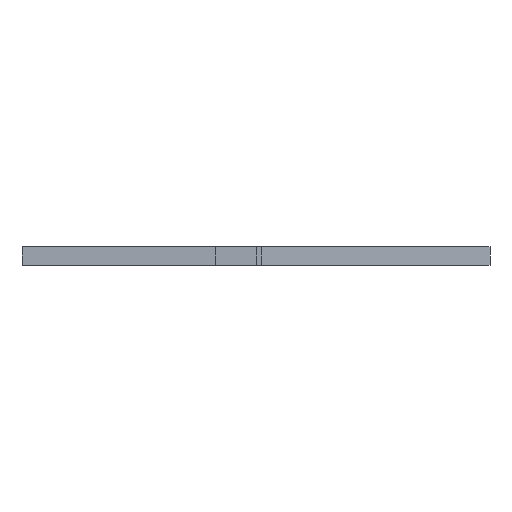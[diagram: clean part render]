
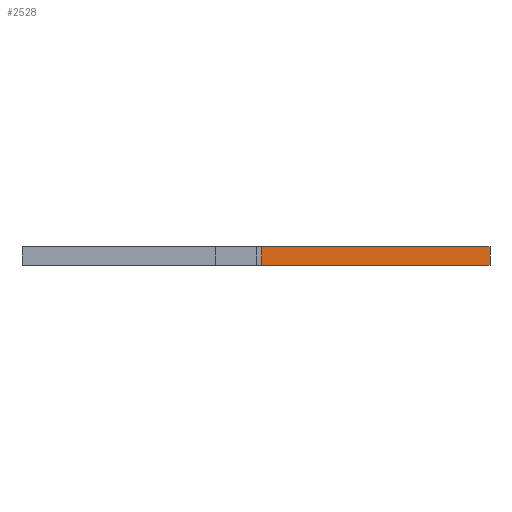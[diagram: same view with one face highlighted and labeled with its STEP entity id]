
A CAD part, front view. The second image highlights one B-rep face of the part: STEP entity #2528.
In plain terms, the highlighted planar face has unit normal (0.707, -0.707, 0).
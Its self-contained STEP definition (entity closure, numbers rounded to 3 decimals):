
#83 = PLANE('',#84);
#84 = AXIS2_PLACEMENT_3D('',#85,#86,#87);
#85 = CARTESIAN_POINT('',(235.127,-57.178,1.6));
#86 = DIRECTION('',(-0.,-0.,-1.));
#87 = DIRECTION('',(-1.,0.,0.));
#137 = PLANE('',#138);
#138 = AXIS2_PLACEMENT_3D('',#139,#140,#141);
#139 = CARTESIAN_POINT('',(235.127,-57.178,0.));
#140 = DIRECTION('',(-0.,-0.,-1.));
#141 = DIRECTION('',(-1.,0.,0.));
#268 = PLANE('',#269);
#269 = AXIS2_PLACEMENT_3D('',#270,#271,#272);
#270 = CARTESIAN_POINT('',(258.,-38.,0.));
#271 = DIRECTION('',(1.,0.,-0.));
#272 = DIRECTION('',(0.,-1.,0.));
#307 = VERTEX_POINT('',#308);
#308 = CARTESIAN_POINT('',(258.,-76.,0.));
#329 = EDGE_CURVE('',#307,#330,#332,.T.);
#330 = VERTEX_POINT('',#331);
#331 = CARTESIAN_POINT('',(238.5,-95.5,0.));
#332 = SURFACE_CURVE('',#333,(#337,#344),.PCURVE_S1.);
#333 = LINE('',#334,#335);
#334 = CARTESIAN_POINT('',(258.,-76.,0.));
#335 = VECTOR('',#336,1.);
#336 = DIRECTION('',(-0.707,-0.707,0.));
#337 = PCURVE('',#137,#338);
#338 = DEFINITIONAL_REPRESENTATION('',(#339),#343);
#339 = LINE('',#340,#341);
#340 = CARTESIAN_POINT('',(-22.873,-18.822));
#341 = VECTOR('',#342,1.);
#342 = DIRECTION('',(0.707,-0.707));
#343 = ( GEOMETRIC_REPRESENTATION_CONTEXT(2) 
PARAMETRIC_REPRESENTATION_CONTEXT() REPRESENTATION_CONTEXT('2D SPACE',''
  ) );
#344 = PCURVE('',#345,#350);
#345 = PLANE('',#346);
#346 = AXIS2_PLACEMENT_3D('',#347,#348,#349);
#347 = CARTESIAN_POINT('',(258.,-76.,0.));
#348 = DIRECTION('',(0.707,-0.707,0.));
#349 = DIRECTION('',(-0.707,-0.707,0.));
#350 = DEFINITIONAL_REPRESENTATION('',(#351),#355);
#351 = LINE('',#352,#353);
#352 = CARTESIAN_POINT('',(0.,0.));
#353 = VECTOR('',#354,1.);
#354 = DIRECTION('',(1.,0.));
#355 = ( GEOMETRIC_REPRESENTATION_CONTEXT(2) 
PARAMETRIC_REPRESENTATION_CONTEXT() REPRESENTATION_CONTEXT('2D SPACE',''
  ) );
#373 = PLANE('',#374);
#374 = AXIS2_PLACEMENT_3D('',#375,#376,#377);
#375 = CARTESIAN_POINT('',(238.5,-95.5,0.));
#376 = DIRECTION('',(0.,-1.,0.));
#377 = DIRECTION('',(-1.,0.,0.));
#1463 = VERTEX_POINT('',#1464);
#1464 = CARTESIAN_POINT('',(258.,-76.,1.6));
#1485 = EDGE_CURVE('',#1463,#1486,#1488,.T.);
#1486 = VERTEX_POINT('',#1487);
#1487 = CARTESIAN_POINT('',(238.5,-95.5,1.6));
#1488 = SURFACE_CURVE('',#1489,(#1493,#1500),.PCURVE_S1.);
#1489 = LINE('',#1490,#1491);
#1490 = CARTESIAN_POINT('',(258.,-76.,1.6));
#1491 = VECTOR('',#1492,1.);
#1492 = DIRECTION('',(-0.707,-0.707,0.));
#1493 = PCURVE('',#83,#1494);
#1494 = DEFINITIONAL_REPRESENTATION('',(#1495),#1499);
#1495 = LINE('',#1496,#1497);
#1496 = CARTESIAN_POINT('',(-22.873,-18.822));
#1497 = VECTOR('',#1498,1.);
#1498 = DIRECTION('',(0.707,-0.707));
#1499 = ( GEOMETRIC_REPRESENTATION_CONTEXT(2) 
PARAMETRIC_REPRESENTATION_CONTEXT() REPRESENTATION_CONTEXT('2D SPACE',''
  ) );
#1500 = PCURVE('',#345,#1501);
#1501 = DEFINITIONAL_REPRESENTATION('',(#1502),#1506);
#1502 = LINE('',#1503,#1504);
#1503 = CARTESIAN_POINT('',(0.,-1.6));
#1504 = VECTOR('',#1505,1.);
#1505 = DIRECTION('',(1.,0.));
#1506 = ( GEOMETRIC_REPRESENTATION_CONTEXT(2) 
PARAMETRIC_REPRESENTATION_CONTEXT() REPRESENTATION_CONTEXT('2D SPACE',''
  ) );
#2480 = EDGE_CURVE('',#307,#1463,#2481,.T.);
#2481 = SURFACE_CURVE('',#2482,(#2486,#2493),.PCURVE_S1.);
#2482 = LINE('',#2483,#2484);
#2483 = CARTESIAN_POINT('',(258.,-76.,0.));
#2484 = VECTOR('',#2485,1.);
#2485 = DIRECTION('',(0.,0.,1.));
#2486 = PCURVE('',#268,#2487);
#2487 = DEFINITIONAL_REPRESENTATION('',(#2488),#2492);
#2488 = LINE('',#2489,#2490);
#2489 = CARTESIAN_POINT('',(38.,0.));
#2490 = VECTOR('',#2491,1.);
#2491 = DIRECTION('',(0.,-1.));
#2492 = ( GEOMETRIC_REPRESENTATION_CONTEXT(2) 
PARAMETRIC_REPRESENTATION_CONTEXT() REPRESENTATION_CONTEXT('2D SPACE',''
  ) );
#2493 = PCURVE('',#345,#2494);
#2494 = DEFINITIONAL_REPRESENTATION('',(#2495),#2499);
#2495 = LINE('',#2496,#2497);
#2496 = CARTESIAN_POINT('',(0.,0.));
#2497 = VECTOR('',#2498,1.);
#2498 = DIRECTION('',(0.,-1.));
#2499 = ( GEOMETRIC_REPRESENTATION_CONTEXT(2) 
PARAMETRIC_REPRESENTATION_CONTEXT() REPRESENTATION_CONTEXT('2D SPACE',''
  ) );
#2528 = ADVANCED_FACE('',(#2529),#345,.T.);
#2529 = FACE_BOUND('',#2530,.T.);
#2530 = EDGE_LOOP('',(#2531,#2532,#2533,#2554));
#2531 = ORIENTED_EDGE('',*,*,#2480,.T.);
#2532 = ORIENTED_EDGE('',*,*,#1485,.T.);
#2533 = ORIENTED_EDGE('',*,*,#2534,.F.);
#2534 = EDGE_CURVE('',#330,#1486,#2535,.T.);
#2535 = SURFACE_CURVE('',#2536,(#2540,#2547),.PCURVE_S1.);
#2536 = LINE('',#2537,#2538);
#2537 = CARTESIAN_POINT('',(238.5,-95.5,0.));
#2538 = VECTOR('',#2539,1.);
#2539 = DIRECTION('',(0.,0.,1.));
#2540 = PCURVE('',#345,#2541);
#2541 = DEFINITIONAL_REPRESENTATION('',(#2542),#2546);
#2542 = LINE('',#2543,#2544);
#2543 = CARTESIAN_POINT('',(27.577,0.));
#2544 = VECTOR('',#2545,1.);
#2545 = DIRECTION('',(0.,-1.));
#2546 = ( GEOMETRIC_REPRESENTATION_CONTEXT(2) 
PARAMETRIC_REPRESENTATION_CONTEXT() REPRESENTATION_CONTEXT('2D SPACE',''
  ) );
#2547 = PCURVE('',#373,#2548);
#2548 = DEFINITIONAL_REPRESENTATION('',(#2549),#2553);
#2549 = LINE('',#2550,#2551);
#2550 = CARTESIAN_POINT('',(0.,-0.));
#2551 = VECTOR('',#2552,1.);
#2552 = DIRECTION('',(0.,-1.));
#2553 = ( GEOMETRIC_REPRESENTATION_CONTEXT(2) 
PARAMETRIC_REPRESENTATION_CONTEXT() REPRESENTATION_CONTEXT('2D SPACE',''
  ) );
#2554 = ORIENTED_EDGE('',*,*,#329,.F.);
